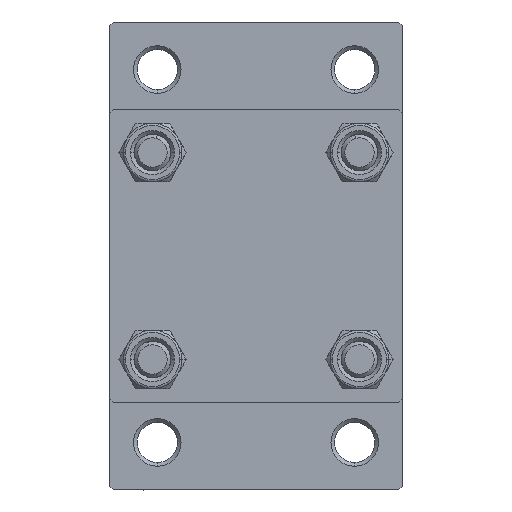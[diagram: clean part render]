
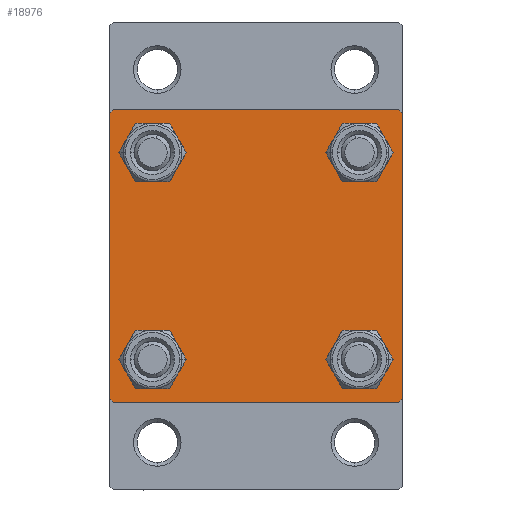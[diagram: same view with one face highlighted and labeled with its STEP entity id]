
A CAD part, left-side view. The second image highlights one B-rep face of the part: STEP entity #18976.
In plain terms, the highlighted planar face has unit normal (-1, 0, 0).
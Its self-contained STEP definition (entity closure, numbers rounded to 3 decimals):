
#173 = CIRCLE ( 'NONE', #26873, 3. ) ;
#474 = CARTESIAN_POINT ( 'NONE',  ( 0., -20., 20. ) ) ;
#555 = EDGE_CURVE ( 'NONE', #7885, #9146, #41954, .T. ) ;
#2121 = CIRCLE ( 'NONE', #32667, 3. ) ;
#2181 = LINE ( 'NONE', #28224, #4119 ) ;
#2852 = DIRECTION ( 'NONE',  ( 0., -0.707, -0.707 ) ) ;
#2878 = AXIS2_PLACEMENT_3D ( 'NONE', #33043, #17517, #28274 ) ;
#3179 = CARTESIAN_POINT ( 'NONE',  ( 0., -20., -19.5 ) ) ;
#3417 = CARTESIAN_POINT ( 'NONE',  ( 0., -14.15, -17.15 ) ) ;
#3638 = ORIENTED_EDGE ( 'NONE', *, *, #23315, .T. ) ;
#3689 = VERTEX_POINT ( 'NONE', #33672 ) ;
#4039 = VERTEX_POINT ( 'NONE', #11861 ) ;
#4119 = VECTOR ( 'NONE', #9127, 1000. ) ;
#4251 = DIRECTION ( 'NONE',  ( 0., 0., 1. ) ) ;
#4259 = CARTESIAN_POINT ( 'NONE',  ( 0., 20., -20. ) ) ;
#4402 = CIRCLE ( 'NONE', #2878, 3. ) ;
#4526 = EDGE_CURVE ( 'NONE', #11465, #19157, #19734, .T. ) ;
#5365 = CIRCLE ( 'NONE', #25214, 3. ) ;
#6165 = DIRECTION ( 'NONE',  ( -1., 0., 0. ) ) ;
#6179 = DIRECTION ( 'NONE',  ( 0., -0.707, 0.707 ) ) ;
#6809 = CIRCLE ( 'NONE', #45749, 3. ) ;
#7174 = LINE ( 'NONE', #43988, #18815 ) ;
#7885 = VERTEX_POINT ( 'NONE', #13406 ) ;
#8760 = DIRECTION ( 'NONE',  ( 0., 0., -1. ) ) ;
#9127 = DIRECTION ( 'NONE',  ( 0., 0.707, 0.707 ) ) ;
#9146 = VERTEX_POINT ( 'NONE', #42754 ) ;
#9363 = CARTESIAN_POINT ( 'NONE',  ( 0., -20., 19.5 ) ) ;
#10444 = DIRECTION ( 'NONE',  ( 0., 0., 1. ) ) ;
#10499 = CARTESIAN_POINT ( 'NONE',  ( 0., 19.75, -19.75 ) ) ;
#10575 = ORIENTED_EDGE ( 'NONE', *, *, #14280, .T. ) ;
#10754 = AXIS2_PLACEMENT_3D ( 'NONE', #43798, #35430, #20845 ) ;
#11251 = VERTEX_POINT ( 'NONE', #23802 ) ;
#11350 = DIRECTION ( 'NONE',  ( 0., 0., 1. ) ) ;
#11465 = VERTEX_POINT ( 'NONE', #9363 ) ;
#11861 = CARTESIAN_POINT ( 'NONE',  ( 0., -19.5, 20. ) ) ;
#12551 = CARTESIAN_POINT ( 'NONE',  ( 0., -14.15, 14.15 ) ) ;
#13343 = CARTESIAN_POINT ( 'NONE',  ( 0., 0., 0. ) ) ;
#13406 = CARTESIAN_POINT ( 'NONE',  ( 0., 20., 19.5 ) ) ;
#13635 = VECTOR ( 'NONE', #34075, 1000. ) ;
#13658 = ORIENTED_EDGE ( 'NONE', *, *, #17522, .T. ) ;
#13798 = CARTESIAN_POINT ( 'NONE',  ( 0., -14.15, -14.15 ) ) ;
#13821 = PLANE ( 'NONE',  #17441 ) ;
#14054 = ORIENTED_EDGE ( 'NONE', *, *, #16681, .T. ) ;
#14280 = EDGE_CURVE ( 'NONE', #9146, #3689, #39192, .T. ) ;
#14471 = ORIENTED_EDGE ( 'NONE', *, *, #36243, .T. ) ;
#14583 = AXIS2_PLACEMENT_3D ( 'NONE', #13798, #17602, #10444 ) ;
#14778 = VERTEX_POINT ( 'NONE', #35857 ) ;
#14944 = EDGE_CURVE ( 'NONE', #38788, #7885, #7174, .T. ) ;
#15050 = DIRECTION ( 'NONE',  ( 0., 0.707, -0.707 ) ) ;
#15085 = EDGE_CURVE ( 'NONE', #38788, #4039, #30562, .T. ) ;
#15513 = DIRECTION ( 'NONE',  ( 0., -1., 0. ) ) ;
#16094 = VECTOR ( 'NONE', #6179, 1000. ) ;
#16681 = EDGE_CURVE ( 'NONE', #45233, #16709, #4402, .T. ) ;
#16709 = VERTEX_POINT ( 'NONE', #3417 ) ;
#16816 = VECTOR ( 'NONE', #8760, 1000. ) ;
#16922 = LINE ( 'NONE', #46118, #16094 ) ;
#17395 = ORIENTED_EDGE ( 'NONE', *, *, #14944, .T. ) ;
#17441 = AXIS2_PLACEMENT_3D ( 'NONE', #13343, #6165, #28382 ) ;
#17517 = DIRECTION ( 'NONE',  ( 1., 0., 0. ) ) ;
#17522 = EDGE_CURVE ( 'NONE', #44042, #31975, #2121, .T. ) ;
#17602 = DIRECTION ( 'NONE',  ( 1., 0., 0. ) ) ;
#17974 = ORIENTED_EDGE ( 'NONE', *, *, #555, .T. ) ;
#18155 = DIRECTION ( 'NONE',  ( 1., 0., 0. ) ) ;
#18556 = EDGE_LOOP ( 'NONE', ( #28167, #19828 ) ) ;
#18795 = CARTESIAN_POINT ( 'NONE',  ( 0., -14.15, 17.15 ) ) ;
#18815 = VECTOR ( 'NONE', #15050, 1000. ) ;
#18827 = DIRECTION ( 'NONE',  ( 0., -1., 0. ) ) ;
#18976 = ADVANCED_FACE ( 'NONE', ( #38915, #46345, #46582, #31498, #34852 ), #13821, .T. ) ;
#19157 = VERTEX_POINT ( 'NONE', #3179 ) ;
#19563 = EDGE_CURVE ( 'NONE', #45968, #36979, #6809, .T. ) ;
#19734 = LINE ( 'NONE', #474, #16816 ) ;
#19828 = ORIENTED_EDGE ( 'NONE', *, *, #32312, .T. ) ;
#20032 = CIRCLE ( 'NONE', #21545, 3. ) ;
#20033 = EDGE_LOOP ( 'NONE', ( #21670, #3638 ) ) ;
#20298 = EDGE_LOOP ( 'NONE', ( #17974, #10575, #29131, #36779, #39256, #39803, #28766, #17395 ) ) ;
#20845 = DIRECTION ( 'NONE',  ( 0., 0., 1. ) ) ;
#21545 = AXIS2_PLACEMENT_3D ( 'NONE', #42837, #24171, #35415 ) ;
#21670 = ORIENTED_EDGE ( 'NONE', *, *, #28479, .T. ) ;
#21746 = CARTESIAN_POINT ( 'NONE',  ( 0., -14.15, 14.15 ) ) ;
#22161 = DIRECTION ( 'NONE',  ( 1., 0., 0. ) ) ;
#23315 = EDGE_CURVE ( 'NONE', #14778, #11251, #5365, .T. ) ;
#23402 = VECTOR ( 'NONE', #2852, 1000. ) ;
#23802 = CARTESIAN_POINT ( 'NONE',  ( 0., 14.15, -11.15 ) ) ;
#23991 = DIRECTION ( 'NONE',  ( 1., 0., 0. ) ) ;
#24171 = DIRECTION ( 'NONE',  ( 1., 0., 0. ) ) ;
#24980 = CARTESIAN_POINT ( 'NONE',  ( 0., 14.15, 14.15 ) ) ;
#25214 = AXIS2_PLACEMENT_3D ( 'NONE', #36997, #22161, #4251 ) ;
#26873 = AXIS2_PLACEMENT_3D ( 'NONE', #12551, #23991, #27110 ) ;
#26883 = CARTESIAN_POINT ( 'NONE',  ( 0., 20., 20. ) ) ;
#27110 = DIRECTION ( 'NONE',  ( 0., 0., 1. ) ) ;
#28167 = ORIENTED_EDGE ( 'NONE', *, *, #19563, .T. ) ;
#28224 = CARTESIAN_POINT ( 'NONE',  ( 0., -19.75, 19.75 ) ) ;
#28274 = DIRECTION ( 'NONE',  ( 0., 0., 1. ) ) ;
#28382 = DIRECTION ( 'NONE',  ( 0., 0., 1. ) ) ;
#28479 = EDGE_CURVE ( 'NONE', #11251, #14778, #42084, .T. ) ;
#28766 = ORIENTED_EDGE ( 'NONE', *, *, #15085, .F. ) ;
#28767 = CARTESIAN_POINT ( 'NONE',  ( 0., 14.15, 17.15 ) ) ;
#28851 = EDGE_CURVE ( 'NONE', #33474, #19157, #16922, .T. ) ;
#28972 = EDGE_CURVE ( 'NONE', #3689, #33474, #44658, .T. ) ;
#29131 = ORIENTED_EDGE ( 'NONE', *, *, #28972, .T. ) ;
#30273 = EDGE_LOOP ( 'NONE', ( #14054, #14471 ) ) ;
#30562 = LINE ( 'NONE', #45167, #38679 ) ;
#30906 = CARTESIAN_POINT ( 'NONE',  ( 0., -19.5, -20. ) ) ;
#31498 = FACE_BOUND ( 'NONE', #44463, .T. ) ;
#31975 = VERTEX_POINT ( 'NONE', #38653 ) ;
#32312 = EDGE_CURVE ( 'NONE', #36979, #45968, #173, .T. ) ;
#32667 = AXIS2_PLACEMENT_3D ( 'NONE', #24980, #44118, #11350 ) ;
#32768 = CARTESIAN_POINT ( 'NONE',  ( 0., 19.5, 20. ) ) ;
#33043 = CARTESIAN_POINT ( 'NONE',  ( 0., -14.15, -14.15 ) ) ;
#33455 = DIRECTION ( 'NONE',  ( 0., 0., 1. ) ) ;
#33474 = VERTEX_POINT ( 'NONE', #30906 ) ;
#33672 = CARTESIAN_POINT ( 'NONE',  ( 0., 19.5, -20. ) ) ;
#34075 = DIRECTION ( 'NONE',  ( 0., 0., -1. ) ) ;
#34429 = VECTOR ( 'NONE', #18827, 1000. ) ;
#34715 = CARTESIAN_POINT ( 'NONE',  ( 0., -14.15, -11.15 ) ) ;
#34852 = FACE_OUTER_BOUND ( 'NONE', #20298, .T. ) ;
#35415 = DIRECTION ( 'NONE',  ( 0., 0., 1. ) ) ;
#35430 = DIRECTION ( 'NONE',  ( 1., 0., 0. ) ) ;
#35857 = CARTESIAN_POINT ( 'NONE',  ( 0., 14.15, -17.15 ) ) ;
#36243 = EDGE_CURVE ( 'NONE', #16709, #45233, #38231, .T. ) ;
#36779 = ORIENTED_EDGE ( 'NONE', *, *, #28851, .T. ) ;
#36979 = VERTEX_POINT ( 'NONE', #44271 ) ;
#36997 = CARTESIAN_POINT ( 'NONE',  ( 0., 14.15, -14.15 ) ) ;
#38231 = CIRCLE ( 'NONE', #14583, 3. ) ;
#38383 = ORIENTED_EDGE ( 'NONE', *, *, #38661, .T. ) ;
#38653 = CARTESIAN_POINT ( 'NONE',  ( 0., 14.15, 11.15 ) ) ;
#38661 = EDGE_CURVE ( 'NONE', #31975, #44042, #20032, .T. ) ;
#38679 = VECTOR ( 'NONE', #15513, 1000. ) ;
#38788 = VERTEX_POINT ( 'NONE', #32768 ) ;
#38915 = FACE_BOUND ( 'NONE', #18556, .T. ) ;
#39192 = LINE ( 'NONE', #10499, #23402 ) ;
#39256 = ORIENTED_EDGE ( 'NONE', *, *, #4526, .F. ) ;
#39803 = ORIENTED_EDGE ( 'NONE', *, *, #42448, .T. ) ;
#41954 = LINE ( 'NONE', #26883, #13635 ) ;
#42084 = CIRCLE ( 'NONE', #10754, 3. ) ;
#42448 = EDGE_CURVE ( 'NONE', #11465, #4039, #2181, .T. ) ;
#42754 = CARTESIAN_POINT ( 'NONE',  ( 0., 20., -19.5 ) ) ;
#42837 = CARTESIAN_POINT ( 'NONE',  ( 0., 14.15, 14.15 ) ) ;
#43798 = CARTESIAN_POINT ( 'NONE',  ( 0., 14.15, -14.15 ) ) ;
#43988 = CARTESIAN_POINT ( 'NONE',  ( 0., 19.75, 19.75 ) ) ;
#44042 = VERTEX_POINT ( 'NONE', #28767 ) ;
#44118 = DIRECTION ( 'NONE',  ( 1., 0., 0. ) ) ;
#44271 = CARTESIAN_POINT ( 'NONE',  ( 0., -14.15, 11.15 ) ) ;
#44463 = EDGE_LOOP ( 'NONE', ( #13658, #38383 ) ) ;
#44658 = LINE ( 'NONE', #4259, #34429 ) ;
#45167 = CARTESIAN_POINT ( 'NONE',  ( 0., 20., 20. ) ) ;
#45233 = VERTEX_POINT ( 'NONE', #34715 ) ;
#45749 = AXIS2_PLACEMENT_3D ( 'NONE', #21746, #18155, #33455 ) ;
#45968 = VERTEX_POINT ( 'NONE', #18795 ) ;
#46118 = CARTESIAN_POINT ( 'NONE',  ( 0., -19.75, -19.75 ) ) ;
#46345 = FACE_BOUND ( 'NONE', #30273, .T. ) ;
#46582 = FACE_BOUND ( 'NONE', #20033, .T. ) ;
